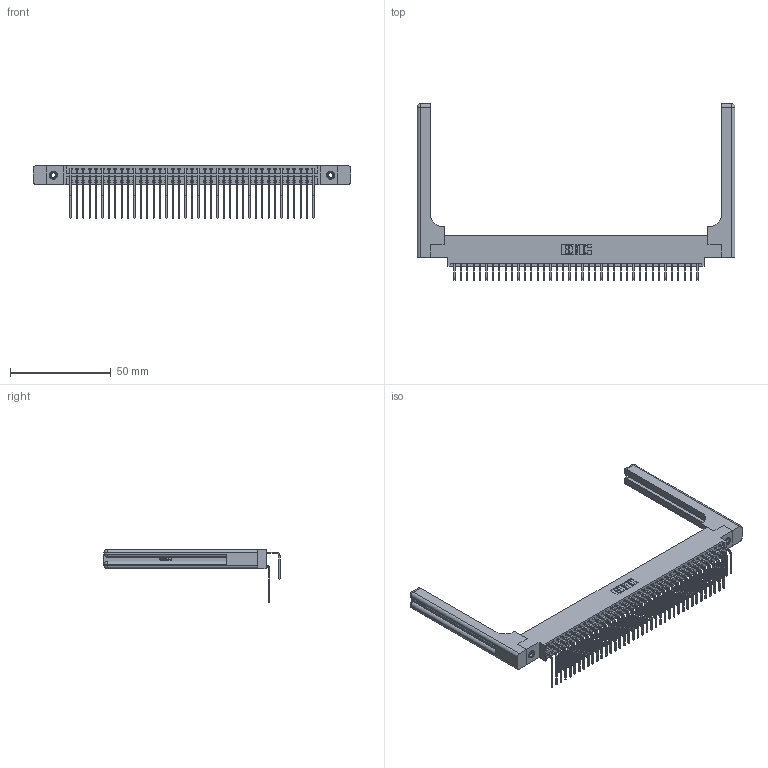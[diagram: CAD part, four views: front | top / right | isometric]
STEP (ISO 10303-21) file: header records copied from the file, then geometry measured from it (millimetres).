
FILE_DESCRIPTION (( 'STEP AP203' ), '1' );
FILE_NAME ('346-078-558-858.STEP', '2022-05-25T14:44:47', ( '' ), ( '' ), 'SwSTEP 2.0', 'SolidWorks 2020', '' );
FILE_SCHEMA (( 'CONFIG_CONTROL_DESIGN' ));
Length unit declared in the file: inch
Products named in the file (6): 346 Part_0.170 Offset - 0.156 Dia-TH; 346-078-558-858; 345-250-001_345-250-001-102; 346-220-058_345-220-058; 345-292-001_558 Tail - 2; 345-292-001_558 559 Tail - 1
Assembly tree (83 placements, depth 2):
  346-078-558-858
    346 Part_0.170 Offset - 0.156 Dia-TH
    345-292-001_558 559 Tail - 1  x39
    345-292-001_558 Tail - 2  x39
    345-250-001_345-250-001-102  x2
    346-220-058_345-220-058  x2
Bounding box: 157.89 x 87.44 x 26.16 mm (x, y, z)
Volume: 23144.1 mm3; surface area: 28810.2 mm2
Topology: 83 solids, 83 shells, 4608 faces, 13601 edges, 8942 vertices
Faces by surface type: plane 3128, cylinder 1420, bspline 36, cone 12, sphere 8, torus 4
Entity records: 33370 total; most frequent: CARTESIAN_POINT 6570, ORIENTED_EDGE 5248, DIRECTION 4744, EDGE_CURVE 2624, LINE 2204, VECTOR 2204, VERTEX_POINT 1738, AXIS2_PLACEMENT_3D 1270
